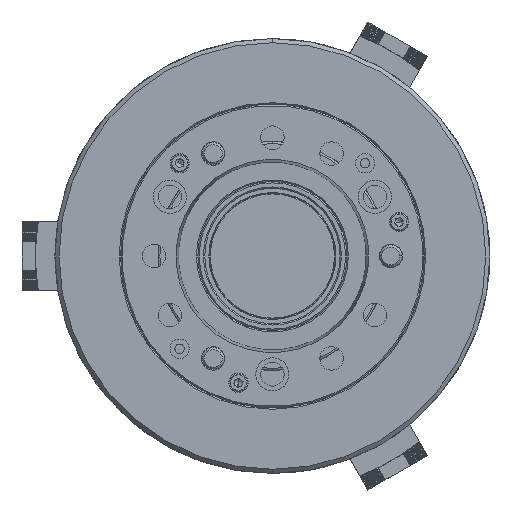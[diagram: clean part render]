
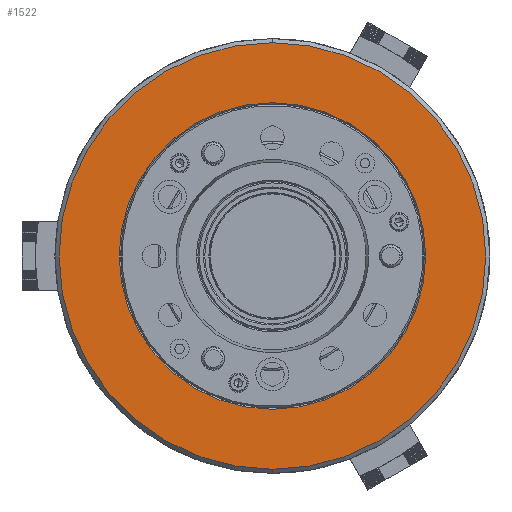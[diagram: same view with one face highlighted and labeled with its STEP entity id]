
A CAD part, left-side view. The second image highlights one B-rep face of the part: STEP entity #1522.
In plain terms, the highlighted planar face has unit normal (-1, 0, 0).
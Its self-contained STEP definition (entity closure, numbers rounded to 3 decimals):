
#62 = EDGE_CURVE ( 'NONE', #36282, #20465, #39995, .T. ) ;
#1522 = ADVANCED_FACE ( 'NONE', ( #16475, #7038 ), #26176, .T. ) ;
#2555 = CARTESIAN_POINT ( 'NONE',  ( -125., 0., 0. ) ) ;
#2562 = EDGE_CURVE ( 'NONE', #39671, #9128, #30820, .T. ) ;
#2834 = CARTESIAN_POINT ( 'NONE',  ( -125., 0., -111. ) ) ;
#3706 = CARTESIAN_POINT ( 'NONE',  ( -125., 0., 0. ) ) ;
#3914 = CARTESIAN_POINT ( 'NONE',  ( -125., 0., -154.5 ) ) ;
#4777 = DIRECTION ( 'NONE',  ( 1., 0., 0. ) ) ;
#5079 = CARTESIAN_POINT ( 'NONE',  ( -125., 157.5, 0. ) ) ;
#6353 = DIRECTION ( 'NONE',  ( -1., 0., 0. ) ) ;
#7038 = FACE_OUTER_BOUND ( 'NONE', #16253, .T. ) ;
#7296 = DIRECTION ( 'NONE',  ( 0., 0., 1. ) ) ;
#8171 = DIRECTION ( 'NONE',  ( -1., 0., 0. ) ) ;
#8669 = DIRECTION ( 'NONE',  ( 0., 0., 1. ) ) ;
#9128 = VERTEX_POINT ( 'NONE', #14500 ) ;
#10000 = ORIENTED_EDGE ( 'NONE', *, *, #31189, .T. ) ;
#11866 = CIRCLE ( 'NONE', #38865, 154.5 ) ;
#14500 = CARTESIAN_POINT ( 'NONE',  ( -125., 0., 154.5 ) ) ;
#16253 = EDGE_LOOP ( 'NONE', ( #24293, #10000 ) ) ;
#16475 = FACE_BOUND ( 'NONE', #46042, .T. ) ;
#17735 = ORIENTED_EDGE ( 'NONE', *, *, #21835, .T. ) ;
#20465 = VERTEX_POINT ( 'NONE', #2834 ) ;
#21835 = EDGE_CURVE ( 'NONE', #20465, #36282, #22688, .T. ) ;
#22688 = CIRCLE ( 'NONE', #39272, 111. ) ;
#24293 = ORIENTED_EDGE ( 'NONE', *, *, #2562, .T. ) ;
#26176 = PLANE ( 'NONE',  #37083 ) ;
#27564 = CARTESIAN_POINT ( 'NONE',  ( -125., 0., 0. ) ) ;
#28516 = DIRECTION ( 'NONE',  ( 1., 0., 0. ) ) ;
#28705 = AXIS2_PLACEMENT_3D ( 'NONE', #29421, #8171, #33003 ) ;
#29142 = AXIS2_PLACEMENT_3D ( 'NONE', #2555, #4777, #39289 ) ;
#29421 = CARTESIAN_POINT ( 'NONE',  ( -125., 0., 0. ) ) ;
#29917 = DIRECTION ( 'NONE',  ( -1., 0., 0. ) ) ;
#30820 = CIRCLE ( 'NONE', #28705, 154.5 ) ;
#31170 = DIRECTION ( 'NONE',  ( 0., 0., 1. ) ) ;
#31189 = EDGE_CURVE ( 'NONE', #9128, #39671, #11866, .T. ) ;
#33003 = DIRECTION ( 'NONE',  ( 0., 0., 1. ) ) ;
#33974 = CARTESIAN_POINT ( 'NONE',  ( -125., 0., 111. ) ) ;
#36282 = VERTEX_POINT ( 'NONE', #33974 ) ;
#37083 = AXIS2_PLACEMENT_3D ( 'NONE', #5079, #29917, #8669 ) ;
#38865 = AXIS2_PLACEMENT_3D ( 'NONE', #27564, #6353, #31170 ) ;
#39272 = AXIS2_PLACEMENT_3D ( 'NONE', #3706, #28516, #7296 ) ;
#39289 = DIRECTION ( 'NONE',  ( 0., 0., 1. ) ) ;
#39671 = VERTEX_POINT ( 'NONE', #3914 ) ;
#39995 = CIRCLE ( 'NONE', #29142, 111. ) ;
#42376 = ORIENTED_EDGE ( 'NONE', *, *, #62, .T. ) ;
#46042 = EDGE_LOOP ( 'NONE', ( #42376, #17735 ) ) ;
